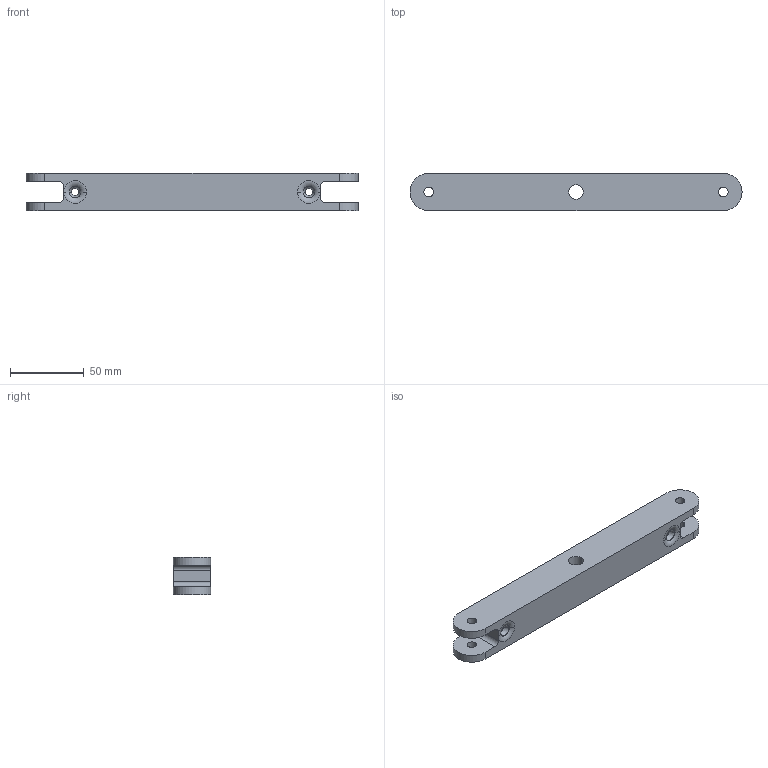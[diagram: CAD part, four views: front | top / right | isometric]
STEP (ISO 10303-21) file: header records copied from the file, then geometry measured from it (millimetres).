
FILE_DESCRIPTION (( 'STEP AP203' ), '1' );
FILE_NAME ('TPR ffb teeter arm no threads.STEP', '2023-12-27T14:18:51', ( '' ), ( '' ), 'SwSTEP 2.0', 'SolidWorks 2022', '' );
FILE_SCHEMA (( 'CONFIG_CONTROL_DESIGN' ));
Length unit declared in the file: inch
Products named in the file (1): TPR ffb teeter arm no threads
Bounding box: 225.4 x 25.4 x 25.4 mm (x, y, z)
Volume: 121596.7 mm3; surface area: 25916.5 mm2
Topology: 1 solids, 1 shells, 44 faces, 122 edges, 80 vertices
Faces by surface type: cylinder 22, plane 10, torus 8, cone 4
Entity records: 1553 total; most frequent: DIRECTION 284, CARTESIAN_POINT 247, ORIENTED_EDGE 244, EDGE_CURVE 122, AXIS2_PLACEMENT_3D 117, VERTEX_POINT 80, CIRCLE 72, EDGE_LOOP 58
